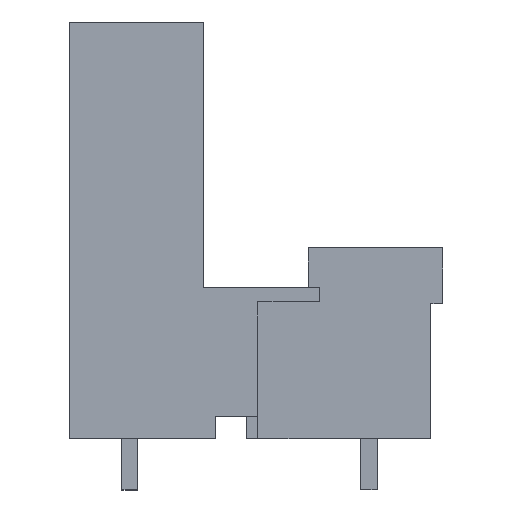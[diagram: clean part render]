
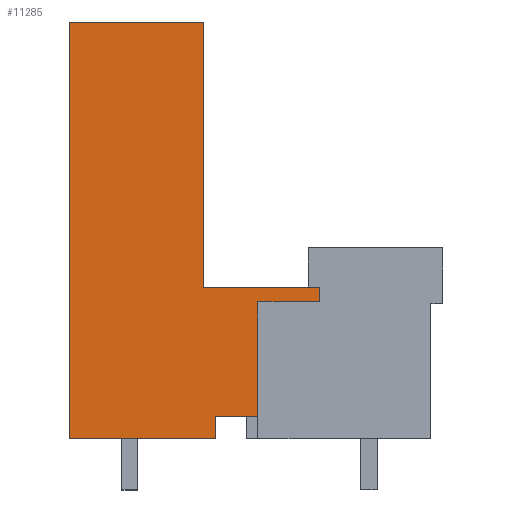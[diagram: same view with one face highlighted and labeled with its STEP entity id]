
A CAD part, left-side view. The second image highlights one B-rep face of the part: STEP entity #11285.
In plain terms, the highlighted planar face has unit normal (-1, 0, 0).
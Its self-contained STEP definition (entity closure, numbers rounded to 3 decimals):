
#11254=AXIS2_PLACEMENT_3D('Plane Axis2P3D',#11251,#11252,#11253) ;
#9629=CARTESIAN_POINT('Vertex',(0.,11.6,4.6)) ;
#9632=CARTESIAN_POINT('Line Origine',(0.,12.925,4.6)) ;
#9636=CARTESIAN_POINT('Vertex',(0.,14.25,4.6)) ;
#9961=CARTESIAN_POINT('Vertex',(0.,14.25,3.2)) ;
#9964=CARTESIAN_POINT('Line Origine',(0.,18.84,3.2)) ;
#9968=CARTESIAN_POINT('Vertex',(0.,23.43,3.2)) ;
#9993=CARTESIAN_POINT('Line Origine',(0.,23.43,16.28)) ;
#9997=CARTESIAN_POINT('Vertex',(0.,23.43,29.36)) ;
#10022=CARTESIAN_POINT('Vertex',(0.,15.,29.36)) ;
#10025=CARTESIAN_POINT('Line Origine',(0.,19.215,29.36)) ;
#10456=CARTESIAN_POINT('Line Origine',(0.,15.,21.03)) ;
#10460=CARTESIAN_POINT('Vertex',(0.,15.,12.7)) ;
#11143=CARTESIAN_POINT('Line Origine',(0.,11.365,12.7)) ;
#11147=CARTESIAN_POINT('Vertex',(0.,7.73,12.7)) ;
#11194=CARTESIAN_POINT('Line Origine',(0.,7.73,12.25)) ;
#11198=CARTESIAN_POINT('Vertex',(0.,7.73,11.8)) ;
#11251=CARTESIAN_POINT('Axis2P3D Location',(0.,23.43,0.)) ;
#11256=CARTESIAN_POINT('Line Origine',(0.,14.25,3.9)) ;
#11261=CARTESIAN_POINT('Line Origine',(0.,11.6,8.2)) ;
#11265=CARTESIAN_POINT('Vertex',(0.,11.6,11.8)) ;
#11268=CARTESIAN_POINT('Line Origine',(0.,9.665,11.8)) ;
#9633=DIRECTION('Vector Direction',(0.,1.,0.)) ;
#9965=DIRECTION('Vector Direction',(0.,1.,0.)) ;
#9994=DIRECTION('Vector Direction',(0.,0.,1.)) ;
#10026=DIRECTION('Vector Direction',(0.,1.,0.)) ;
#10457=DIRECTION('Vector Direction',(0.,0.,-1.)) ;
#11144=DIRECTION('Vector Direction',(0.,1.,0.)) ;
#11195=DIRECTION('Vector Direction',(0.,0.,1.)) ;
#11252=DIRECTION('Axis2P3D Direction',(-1.,0.,0.)) ;
#11253=DIRECTION('Axis2P3D XDirection',(0.,-1.,0.)) ;
#11257=DIRECTION('Vector Direction',(0.,0.,-1.)) ;
#11262=DIRECTION('Vector Direction',(0.,0.,-1.)) ;
#11269=DIRECTION('Vector Direction',(0.,1.,0.)) ;
#9634=VECTOR('Line Direction',#9633,1.) ;
#9966=VECTOR('Line Direction',#9965,1.) ;
#9995=VECTOR('Line Direction',#9994,1.) ;
#10027=VECTOR('Line Direction',#10026,1.) ;
#10458=VECTOR('Line Direction',#10457,1.) ;
#11145=VECTOR('Line Direction',#11144,1.) ;
#11196=VECTOR('Line Direction',#11195,1.) ;
#11258=VECTOR('Line Direction',#11257,1.) ;
#11263=VECTOR('Line Direction',#11262,1.) ;
#11270=VECTOR('Line Direction',#11269,1.) ;
#11274=ORIENTED_EDGE('',*,*,#11200,.T.) ;
#11275=ORIENTED_EDGE('',*,*,#11149,.T.) ;
#11276=ORIENTED_EDGE('',*,*,#10462,.T.) ;
#11277=ORIENTED_EDGE('',*,*,#10029,.T.) ;
#11278=ORIENTED_EDGE('',*,*,#9999,.T.) ;
#11279=ORIENTED_EDGE('',*,*,#9970,.T.) ;
#11280=ORIENTED_EDGE('',*,*,#11260,.T.) ;
#11281=ORIENTED_EDGE('',*,*,#9638,.T.) ;
#11282=ORIENTED_EDGE('',*,*,#11267,.T.) ;
#11283=ORIENTED_EDGE('',*,*,#11272,.T.) ;
#11285=ADVANCED_FACE('HOUSING',(#11284),#11255,.T.) ;
#9638=EDGE_CURVE('',#9637,#9630,#9635,.F.) ;
#9970=EDGE_CURVE('',#9969,#9962,#9967,.F.) ;
#9999=EDGE_CURVE('',#9998,#9969,#9996,.F.) ;
#10029=EDGE_CURVE('',#10023,#9998,#10028,.T.) ;
#10462=EDGE_CURVE('',#10461,#10023,#10459,.F.) ;
#11149=EDGE_CURVE('',#11148,#10461,#11146,.T.) ;
#11200=EDGE_CURVE('',#11199,#11148,#11197,.T.) ;
#11260=EDGE_CURVE('',#9962,#9637,#11259,.F.) ;
#11267=EDGE_CURVE('',#9630,#11266,#11264,.F.) ;
#11272=EDGE_CURVE('',#11266,#11199,#11271,.F.) ;
#11273=EDGE_LOOP('',(#11274,#11275,#11276,#11277,#11278,#11279,#11280,#11281,#11282,#11283)) ;
#11284=FACE_OUTER_BOUND('',#11273,.T.) ;
#9635=LINE('Line',#9632,#9634) ;
#9967=LINE('Line',#9964,#9966) ;
#9996=LINE('Line',#9993,#9995) ;
#10028=LINE('Line',#10025,#10027) ;
#10459=LINE('Line',#10456,#10458) ;
#11146=LINE('Line',#11143,#11145) ;
#11197=LINE('Line',#11194,#11196) ;
#11259=LINE('Line',#11256,#11258) ;
#11264=LINE('Line',#11261,#11263) ;
#11271=LINE('Line',#11268,#11270) ;
#11255=PLANE('',#11254) ;
#9630=VERTEX_POINT('',#9629) ;
#9637=VERTEX_POINT('',#9636) ;
#9962=VERTEX_POINT('',#9961) ;
#9969=VERTEX_POINT('',#9968) ;
#9998=VERTEX_POINT('',#9997) ;
#10023=VERTEX_POINT('',#10022) ;
#10461=VERTEX_POINT('',#10460) ;
#11148=VERTEX_POINT('',#11147) ;
#11199=VERTEX_POINT('',#11198) ;
#11266=VERTEX_POINT('',#11265) ;
